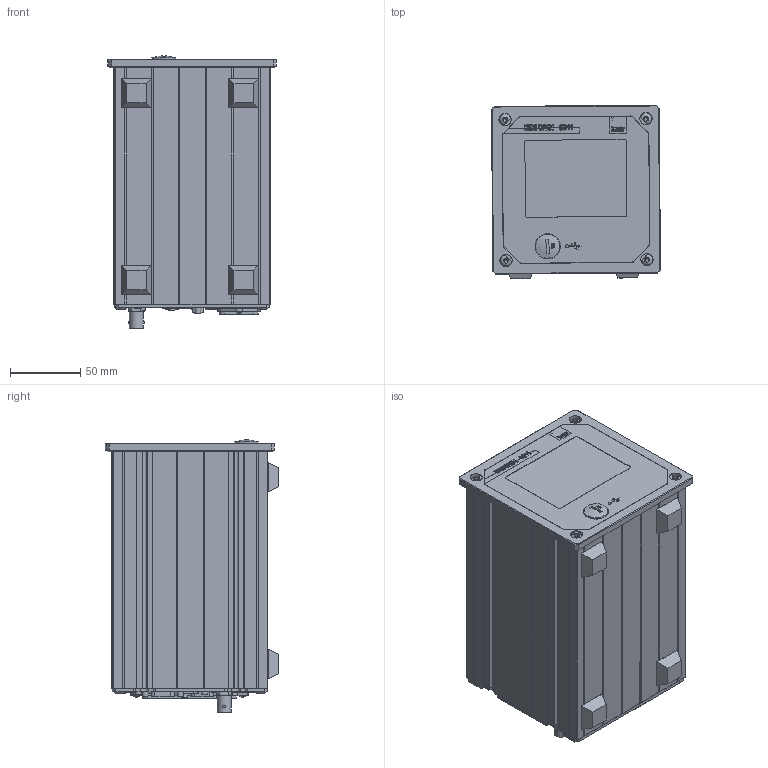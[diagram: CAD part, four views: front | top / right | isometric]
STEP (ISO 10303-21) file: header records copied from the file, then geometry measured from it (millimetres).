
FILE_DESCRIPTION(/* description */ (''),/* implementation_level */ '2;1');
FILE_NAME(/* name */ '9311-V010X.stp',/* time_stamp */ '2016-05-12T08:48:43+02:00',/* author */ ('lv'),/* organization */ (''),/* preprocessor_version */ 'ST-DEVELOPER v16.1',/* originating_system */ 'Autodesk Inventor 2016',/* authorisation */ '');
FILE_SCHEMA (('AUTOMOTIVE_DESIGN { 1 0 10303 214 3 1 1 }'));
Products named in the file (1): 93110.000-ENTW2_Substitute_4
Bounding box: 119.77 x 122.8 x 193.22 mm (x, y, z)
Volume: 715811.4 mm3; surface area: 142185 mm2
Topology: 4 solids, 17 shells, 5313 faces, 13994 edges, 9157 vertices
Faces by surface type: plane 3686, bspline 923, cylinder 538, cone 122, torus 34, sphere 10
Full cylindrical faces by diameter (mm): 0.933 x1, 1 x44, 1.27 x2, 1.8 x1, 1.95 x6, 2 x6, 2.156 x6, 2.5 x14, 2.7 x6, 2.845 x4, 2.9 x8, 3.4 x2, 4 x14, 4.3 x4, 4.4 x6, 4.5 x4, 4.8 x6, 4.953 x2, 7.9 x2, 8 x4, 8.2 x1, 8.5 x4, 8.7 x4, 9.7 x1, 12.4 x1, 14.5 x1, 17 x1, 18 x1
Entity records: 182269 total; most frequent: CARTESIAN_POINT 52672, ORIENTED_EDGE 27412, DIRECTION 21676, EDGE_CURVE 13680, LINE 10170, VECTOR 10170, VERTEX_POINT 9052, EDGE_LOOP 6078
